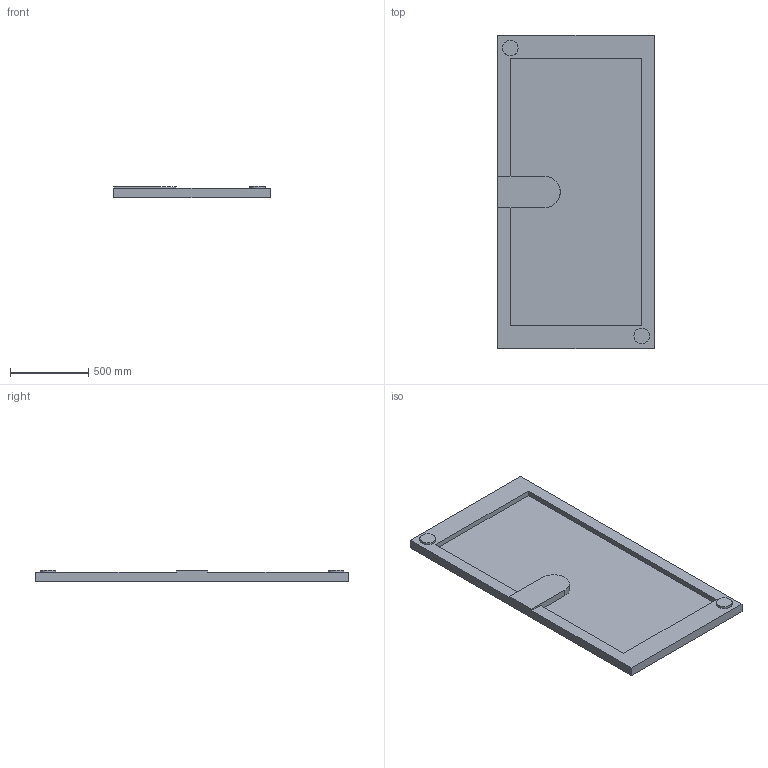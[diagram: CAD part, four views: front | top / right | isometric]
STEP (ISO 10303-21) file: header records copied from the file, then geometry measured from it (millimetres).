
FILE_DESCRIPTION(/* description */ (''),/* implementation_level */ '2;1');
FILE_NAME(/* name */ 'bus_door_assembly_glass.stp',/* time_stamp */ '2022-11-18T14:02:23+01:00',/* author */ (''),/* organization */ (''),/* preprocessor_version */ 'ST-DEVELOPER v16.7',/* originating_system */ 'SIEMENS PLM Software NX 1919',/* authorisation */ '');
FILE_SCHEMA (('AUTOMOTIVE_DESIGN { 1 0 10303 214 3 1 1 1 }'));
Length unit declared in the file: millimetre
Products named in the file (3): glass; door; bus_door_assembly
Assembly tree (2 placements, depth 2):
  bus_door_assembly
    door
    glass
Bounding box: 1000 x 2000 x 75 mm (x, y, z)
Volume: 44529744.1 mm3; surface area: 4735069.7 mm2
Topology: 2 solids, 2 shells, 29 faces, 72 edges, 48 vertices
Faces by surface type: plane 25, cylinder 4
Full cylindrical faces by diameter (mm): 100 x2
Entity records: 916 total; most frequent: CARTESIAN_POINT 150, DIRECTION 142, ORIENTED_EDGE 140, EDGE_CURVE 70, LINE 62, VECTOR 62, VERTEX_POINT 48, AXIS2_PLACEMENT_3D 40
